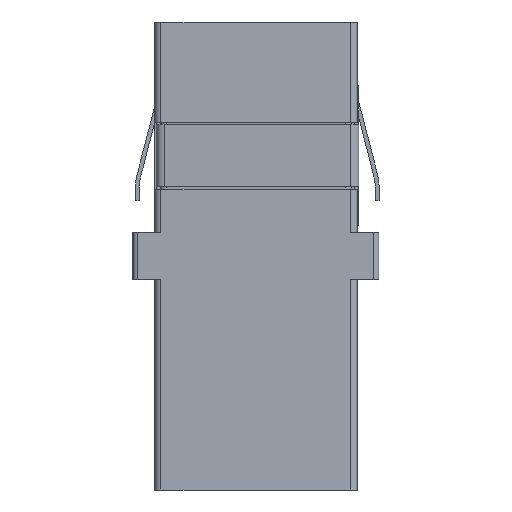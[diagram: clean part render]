
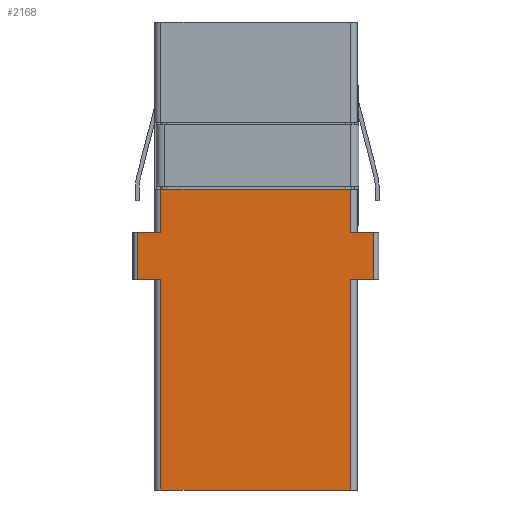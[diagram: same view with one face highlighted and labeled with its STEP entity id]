
A CAD part, front view. The second image highlights one B-rep face of the part: STEP entity #2168.
In plain terms, the highlighted planar face has unit normal (0, -1, 0).
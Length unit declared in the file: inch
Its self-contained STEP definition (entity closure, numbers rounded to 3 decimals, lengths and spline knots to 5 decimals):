
#112 = CARTESIAN_POINT ( 'NONE',  ( 0.25, -0.1811, 0.57756 ) ) ;
#125 = VECTOR ( 'NONE', #8385, 39.37008 ) ;
#297 = ORIENTED_EDGE ( 'NONE', *, *, #3462, .T. ) ;
#353 = VERTEX_POINT ( 'NONE', #4523 ) ;
#387 = ORIENTED_EDGE ( 'NONE', *, *, #7617, .T. ) ;
#392 = LINE ( 'NONE', #6121, #125 ) ;
#458 = DIRECTION ( 'NONE',  ( 0., 0., -1. ) ) ;
#728 = PLANE ( 'NONE',  #5755 ) ;
#799 = CARTESIAN_POINT ( 'NONE',  ( -0.23425, -0.1811, 0.05906 ) ) ;
#920 = ORIENTED_EDGE ( 'NONE', *, *, #1419, .T. ) ;
#925 = ORIENTED_EDGE ( 'NONE', *, *, #10075, .F. ) ;
#928 = CARTESIAN_POINT ( 'NONE',  ( -0.23425, -0.1811, -0.05906 ) ) ;
#948 = DIRECTION ( 'NONE',  ( -1., 0., 0. ) ) ;
#953 = VERTEX_POINT ( 'NONE', #8813 ) ;
#1183 = EDGE_CURVE ( 'NONE', #6305, #353, #2147, .T. ) ;
#1241 = LINE ( 'NONE', #6981, #8494 ) ;
#1419 = EDGE_CURVE ( 'NONE', #2938, #4498, #8803, .T. ) ;
#1476 = CARTESIAN_POINT ( 'NONE',  ( -0.29134, -0.1811, 0.05906 ) ) ;
#1507 = DIRECTION ( 'NONE',  ( 0., 0., 1. ) ) ;
#1939 = CARTESIAN_POINT ( 'NONE',  ( 0.29134, -0.1811, -0.05906 ) ) ;
#2051 = CARTESIAN_POINT ( 'NONE',  ( 0.23622, -0.1811, 0.16535 ) ) ;
#2119 = ORIENTED_EDGE ( 'NONE', *, *, #5386, .F. ) ;
#2147 = LINE ( 'NONE', #5137, #8926 ) ;
#2168 = ADVANCED_FACE ( 'NONE', ( #5682 ), #728, .F. ) ;
#2261 = CARTESIAN_POINT ( 'NONE',  ( 0.29134, -0.1811, 0.05906 ) ) ;
#2508 = ORIENTED_EDGE ( 'NONE', *, *, #1183, .T. ) ;
#2726 = VERTEX_POINT ( 'NONE', #1939 ) ;
#2755 = CARTESIAN_POINT ( 'NONE',  ( -0.23425, -0.1811, 0.05906 ) ) ;
#2938 = VERTEX_POINT ( 'NONE', #3508 ) ;
#3253 = VECTOR ( 'NONE', #9222, 39.37008 ) ;
#3264 = VERTEX_POINT ( 'NONE', #1476 ) ;
#3361 = ORIENTED_EDGE ( 'NONE', *, *, #6469, .F. ) ;
#3461 = CARTESIAN_POINT ( 'NONE',  ( 0.29134, -0.1811, 0.57756 ) ) ;
#3462 = EDGE_CURVE ( 'NONE', #3264, #8508, #9962, .T. ) ;
#3508 = CARTESIAN_POINT ( 'NONE',  ( 0.23425, -0.1811, 0.05906 ) ) ;
#3848 = VERTEX_POINT ( 'NONE', #10270 ) ;
#3941 = DIRECTION ( 'NONE',  ( 0., 1., 0. ) ) ;
#4189 = DIRECTION ( 'NONE',  ( 0., 0., 1. ) ) ;
#4353 = DIRECTION ( 'NONE',  ( 1., 0., 0. ) ) ;
#4428 = CARTESIAN_POINT ( 'NONE',  ( -0.29134, -0.1811, 0.57756 ) ) ;
#4498 = VERTEX_POINT ( 'NONE', #7114 ) ;
#4523 = CARTESIAN_POINT ( 'NONE',  ( -0.23425, -0.1811, -0.57756 ) ) ;
#4717 = EDGE_CURVE ( 'NONE', #953, #5504, #9961, .T. ) ;
#4803 = VECTOR ( 'NONE', #4189, 39.37008 ) ;
#5011 = ORIENTED_EDGE ( 'NONE', *, *, #4717, .T. ) ;
#5096 = EDGE_CURVE ( 'NONE', #953, #4498, #9369, .T. ) ;
#5137 = CARTESIAN_POINT ( 'NONE',  ( -0.23425, -0.1811, -0.57756 ) ) ;
#5203 = VERTEX_POINT ( 'NONE', #2261 ) ;
#5253 = DIRECTION ( 'NONE',  ( 1., 0., 0. ) ) ;
#5386 = EDGE_CURVE ( 'NONE', #3264, #5504, #1241, .T. ) ;
#5504 = VERTEX_POINT ( 'NONE', #799 ) ;
#5647 = CARTESIAN_POINT ( 'NONE',  ( 0.23425, -0.1811, 0.57756 ) ) ;
#5682 = FACE_OUTER_BOUND ( 'NONE', #6676, .T. ) ;
#5755 = AXIS2_PLACEMENT_3D ( 'NONE', #112, #3941, #1507 ) ;
#5908 = CARTESIAN_POINT ( 'NONE',  ( 0.25, -0.1811, -0.57756 ) ) ;
#6039 = ORIENTED_EDGE ( 'NONE', *, *, #5096, .F. ) ;
#6121 = CARTESIAN_POINT ( 'NONE',  ( 0.23425, -0.1811, 0.57756 ) ) ;
#6273 = EDGE_CURVE ( 'NONE', #9483, #2726, #8141, .T. ) ;
#6305 = VERTEX_POINT ( 'NONE', #928 ) ;
#6469 = EDGE_CURVE ( 'NONE', #2938, #5203, #8616, .T. ) ;
#6596 = LINE ( 'NONE', #6655, #7005 ) ;
#6600 = ORIENTED_EDGE ( 'NONE', *, *, #7480, .T. ) ;
#6623 = ORIENTED_EDGE ( 'NONE', *, *, #6758, .T. ) ;
#6655 = CARTESIAN_POINT ( 'NONE',  ( -0.30315, -0.1811, -0.05906 ) ) ;
#6657 = CARTESIAN_POINT ( 'NONE',  ( -0.29134, -0.1811, -0.05906 ) ) ;
#6675 = CARTESIAN_POINT ( 'NONE',  ( -0.30315, -0.1811, -0.05906 ) ) ;
#6676 = EDGE_LOOP ( 'NONE', ( #6874, #6623, #3361, #920, #6039, #5011, #2119, #297, #6600, #2508, #925, #387 ) ) ;
#6681 = CARTESIAN_POINT ( 'NONE',  ( 0.23425, -0.1811, -0.05906 ) ) ;
#6758 = EDGE_CURVE ( 'NONE', #2726, #5203, #7447, .T. ) ;
#6874 = ORIENTED_EDGE ( 'NONE', *, *, #6273, .T. ) ;
#6928 = DIRECTION ( 'NONE',  ( 1., 0., 0. ) ) ;
#6981 = CARTESIAN_POINT ( 'NONE',  ( -0.30315, -0.1811, 0.05906 ) ) ;
#7005 = VECTOR ( 'NONE', #9871, 39.37008 ) ;
#7114 = CARTESIAN_POINT ( 'NONE',  ( 0.23425, -0.1811, 0.16535 ) ) ;
#7437 = DIRECTION ( 'NONE',  ( 0., 0., 1. ) ) ;
#7447 = LINE ( 'NONE', #3461, #4803 ) ;
#7480 = EDGE_CURVE ( 'NONE', #8508, #6305, #6596, .T. ) ;
#7617 = EDGE_CURVE ( 'NONE', #3848, #9483, #392, .T. ) ;
#7662 = VECTOR ( 'NONE', #4353, 39.37008 ) ;
#7694 = DIRECTION ( 'NONE',  ( 0., 0., -1. ) ) ;
#8083 = VECTOR ( 'NONE', #7437, 39.37008 ) ;
#8141 = LINE ( 'NONE', #6675, #7662 ) ;
#8339 = VECTOR ( 'NONE', #6928, 39.37008 ) ;
#8385 = DIRECTION ( 'NONE',  ( 0., 0., 1. ) ) ;
#8457 = CARTESIAN_POINT ( 'NONE',  ( -0.30315, -0.1811, 0.05906 ) ) ;
#8494 = VECTOR ( 'NONE', #9989, 39.37008 ) ;
#8508 = VERTEX_POINT ( 'NONE', #6657 ) ;
#8616 = LINE ( 'NONE', #8457, #8339 ) ;
#8803 = LINE ( 'NONE', #5647, #8083 ) ;
#8813 = CARTESIAN_POINT ( 'NONE',  ( -0.23425, -0.1811, 0.16535 ) ) ;
#8926 = VECTOR ( 'NONE', #458, 39.37008 ) ;
#9222 = DIRECTION ( 'NONE',  ( 0., 0., -1. ) ) ;
#9369 = LINE ( 'NONE', #2051, #9999 ) ;
#9478 = VECTOR ( 'NONE', #7694, 39.37008 ) ;
#9483 = VERTEX_POINT ( 'NONE', #6681 ) ;
#9697 = LINE ( 'NONE', #5908, #10091 ) ;
#9871 = DIRECTION ( 'NONE',  ( 1., 0., 0. ) ) ;
#9961 = LINE ( 'NONE', #2755, #9478 ) ;
#9962 = LINE ( 'NONE', #4428, #3253 ) ;
#9989 = DIRECTION ( 'NONE',  ( 1., 0., 0. ) ) ;
#9999 = VECTOR ( 'NONE', #5253, 39.37008 ) ;
#10075 = EDGE_CURVE ( 'NONE', #3848, #353, #9697, .T. ) ;
#10091 = VECTOR ( 'NONE', #948, 39.37008 ) ;
#10270 = CARTESIAN_POINT ( 'NONE',  ( 0.23425, -0.1811, -0.57756 ) ) ;
